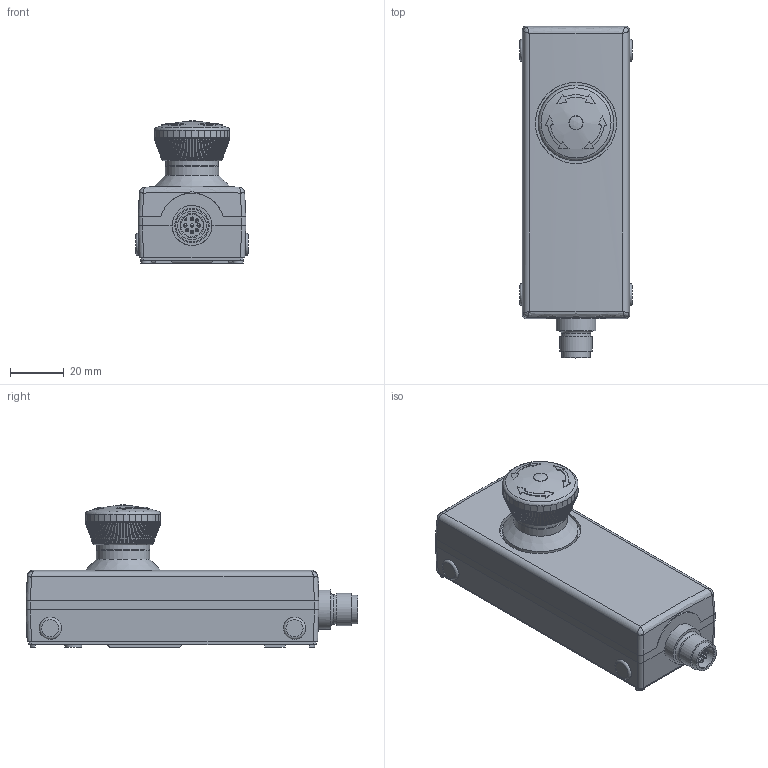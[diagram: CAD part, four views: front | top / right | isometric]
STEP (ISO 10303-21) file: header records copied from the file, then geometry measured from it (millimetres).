
FILE_DESCRIPTION(/* description */ (''),/* implementation_level */ '2;1');
FILE_NAME(/* name */ 'MBM128_FRVKLOO_ipt1.stp',/* time_stamp */ '2018-04-06T11:55:47+02:00',/* author */ ('mreiber'),/* organization */ (''),/* preprocessor_version */ 'ST-DEVELOPER v16.1',/* originating_system */ 'Autodesk Inventor 2016',/* authorisation */ '');
FILE_SCHEMA (('AUTOMOTIVE_DESIGN { 1 0 10303 214 3 1 1 }'));
Length unit declared in the file: centimetre
Products named in the file (1): MBM128_FRVKLOO_vereinfacht
Bounding box: 41.8 x 123.15 x 52.83 mm (x, y, z)
Volume: 130047.6 mm3; surface area: 20096.6 mm2
Topology: 1 solids, 1 shells, 849 faces, 2213 edges, 1396 vertices
Faces by surface type: plane 379, torus 224, cylinder 147, cone 75, bspline 19, sphere 5
Full cylindrical faces by diameter (mm): 1.3 x8, 5.1 x1, 5.2 x1, 6.4 x1, 6.5 x3, 8.2 x4, 8.3 x1, 10.6 x1, 10.8 x1, 12 x1, 14.8 x1, 19.65 x1, 19.85 x1, 27.4 x1, 28 x1, 30.1 x1
Entity records: 28022 total; most frequent: CARTESIAN_POINT 8674, ORIENTED_EDGE 4328, DIRECTION 3850, EDGE_CURVE 2164, AXIS2_PLACEMENT_3D 1660, VERTEX_POINT 1389, EDGE_LOOP 921, FACE_OUTER_BOUND 849
